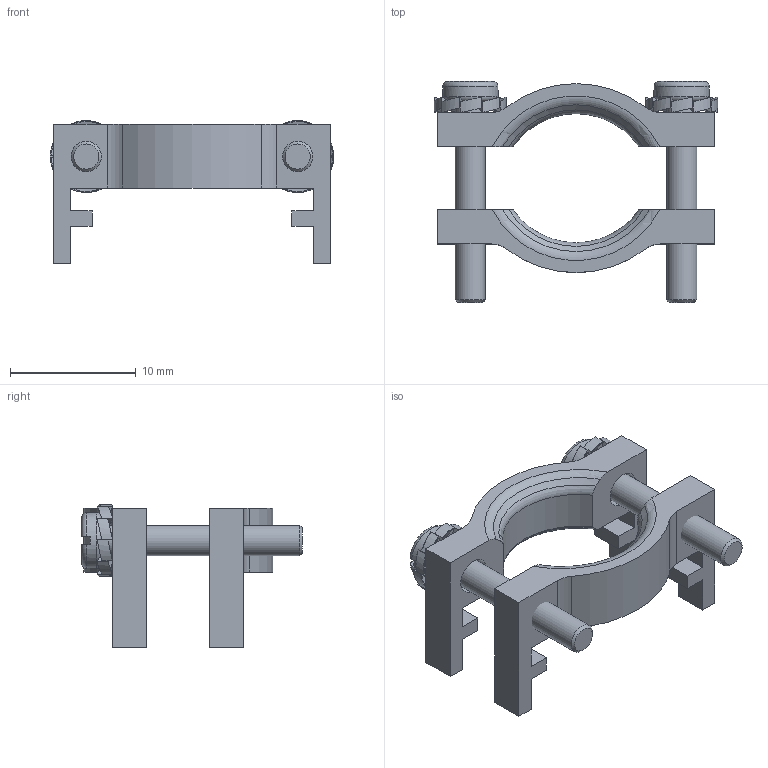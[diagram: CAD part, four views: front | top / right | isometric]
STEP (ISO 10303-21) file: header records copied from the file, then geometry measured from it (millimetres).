
FILE_DESCRIPTION(/* description */ ('Klemmmodul N° 5'),/* implementation_level */ '2;1');
FILE_NAME(/* name */ '00810534-RST.stp',/* time_stamp */ '2020-10-27T14:43:13+01:00',/* author */ ('sl'),/* organization */ (''),/* preprocessor_version */ 'ST-DEVELOPER v16.5',/* originating_system */ 'Autodesk Inventor 2017',/* authorisation */ '');
FILE_SCHEMA (('AUTOMOTIVE_DESIGN { 1 0 10303 214 3 1 1 }'));
Length unit declared in the file: millimetre
Products named in the file (5): 00810534; Klemmmodul-02-BT-0002-00810534; Klemmmodul-02-BT-0003-00810534; Klemmmodul-02-BT-0004-00810534; 00810534_1
Assembly tree (6 placements, depth 2):
  00810534
    Klemmmodul-02-BT-0002-00810534
    Klemmmodul-02-BT-0003-00810534  x2
    Klemmmodul-02-BT-0004-00810534  x2
    00810534_1
Bounding box: 22.48 x 17.54 x 11.33 mm (x, y, z)
Volume: 866.8 mm3; surface area: 1529 mm2
Topology: 6 solids, 6 shells, 336 faces, 884 edges, 562 vertices
Faces by surface type: plane 178, cylinder 98, bspline 40, torus 14, cone 6
Full cylindrical faces by diameter (mm): 1.9 x2, 2.4 x2, 2.57 x2, 2.85 x2, 4.41 x2
Entity records: 6674 total; most frequent: CARTESIAN_POINT 1521, DIRECTION 1080, ORIENTED_EDGE 1042, EDGE_CURVE 521, AXIS2_PLACEMENT_3D 398, VERTEX_POINT 339, LINE 284, VECTOR 284
